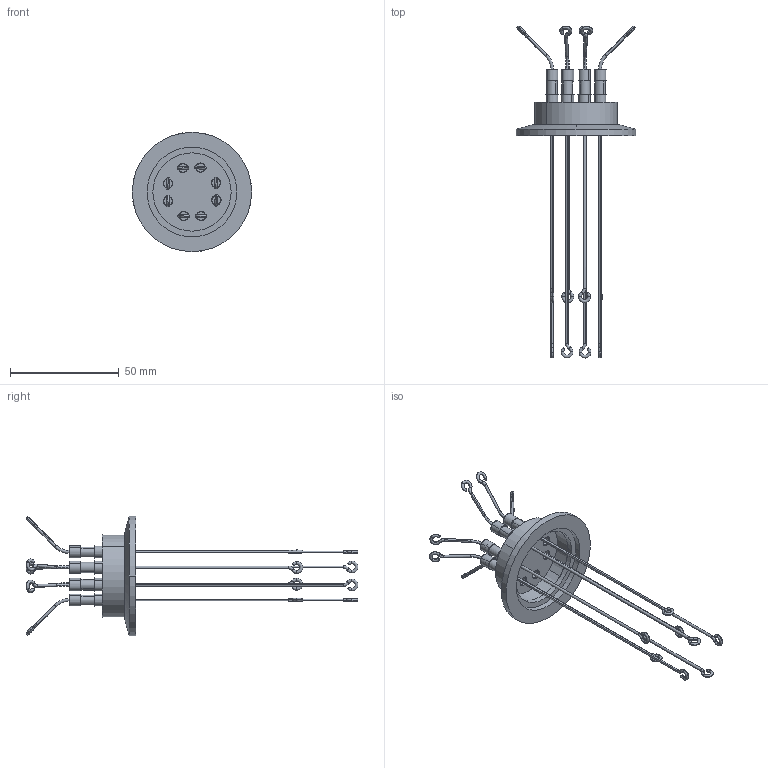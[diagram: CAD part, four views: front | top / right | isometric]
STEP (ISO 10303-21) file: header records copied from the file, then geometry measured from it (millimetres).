
FILE_DESCRIPTION (( 'STEP AP203' ), '1' );
FILE_NAME ('A0796-2-QF.STEP', '2013-04-01T11:56:54', ( '' ), ( '' ), 'SwSTEP 2.0', 'SolidWorks 2012', '' );
FILE_SCHEMA (( 'CONFIG_CONTROL_DESIGN' ));
Length unit declared in the file: inch
Products named in the file (1): A0796-2-QF
Bounding box: 54.89 x 152.77 x 54.89 mm (x, y, z)
Volume: 12683.5 mm3; surface area: 15591.7 mm2
Topology: 1 solids, 9 shells, 468 faces, 1066 edges, 668 vertices
Faces by surface type: cylinder 166, torus 150, cone 82, plane 70
Entity records: 14290 total; most frequent: CARTESIAN_POINT 2990, DIRECTION 2758, ORIENTED_EDGE 2132, AXIS2_PLACEMENT_3D 1255, EDGE_CURVE 1066, CIRCLE 786, VERTEX_POINT 668, EDGE_LOOP 536
